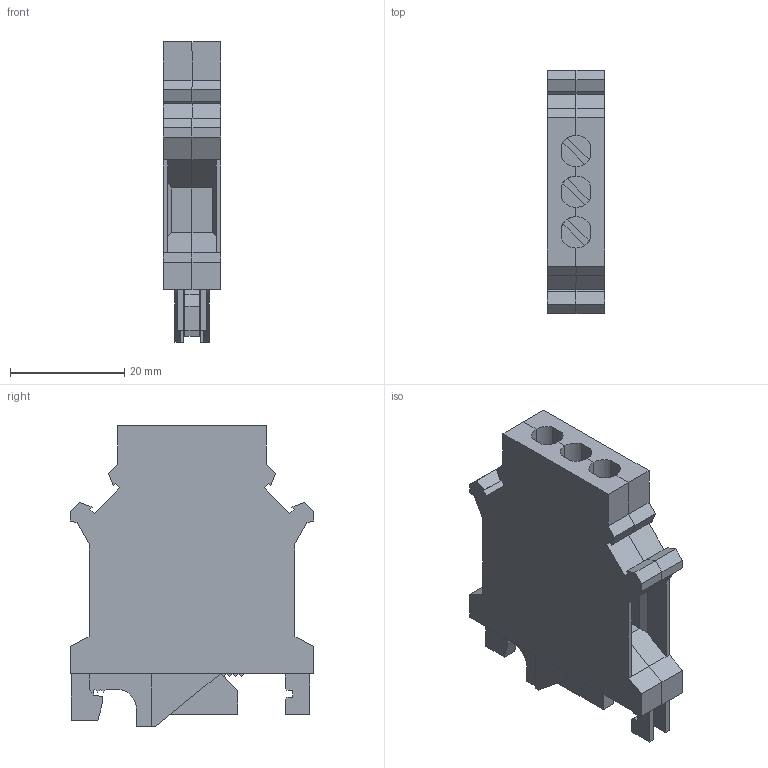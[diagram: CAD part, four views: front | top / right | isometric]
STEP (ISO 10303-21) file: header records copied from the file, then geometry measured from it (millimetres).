
FILE_DESCRIPTION(('Creo Elements/Direct Modeling STEP Export'),'2;1');
FILE_NAME('model.stp','2018-03-06T14:05:30',(''),(''),'Creo Elements/Direct Modeling STEP processor for AP214 (Solid Model)','Creo Elements/Direct Modeling 18.1I 14-Aug-2016 (C) Parametric Technology GmbH','');
FILE_SCHEMA(('AUTOMOTIVE_DESIGN { 1 0 10303 214 1 1 1 1 }'));
Length unit declared in the file: millimetre
Products named in the file (2): USLKG_16-1-select
Assembly tree (1 placements, depth 2):
  USLKG_16-1-select
    USLKG_16-1-select
Bounding box: 10.1 x 42.5 x 52.6 mm (x, y, z)
Volume: 13038.9 mm3; surface area: 7158.7 mm2
Topology: 1 solids, 1 shells, 240 faces, 616 edges, 382 vertices
Faces by surface type: plane 226, cylinder 14
Entity records: 8376 total; most frequent: ORIENTED_EDGE 1232, CARTESIAN_POINT 1099, DIRECTION 922, EDGE_CURVE 616, VECTOR 512, LINE 512, VERTEX_POINT 382, EDGE_LOOP 244
